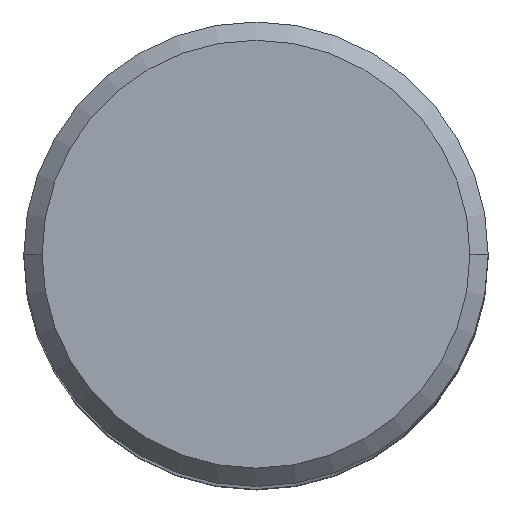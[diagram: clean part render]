
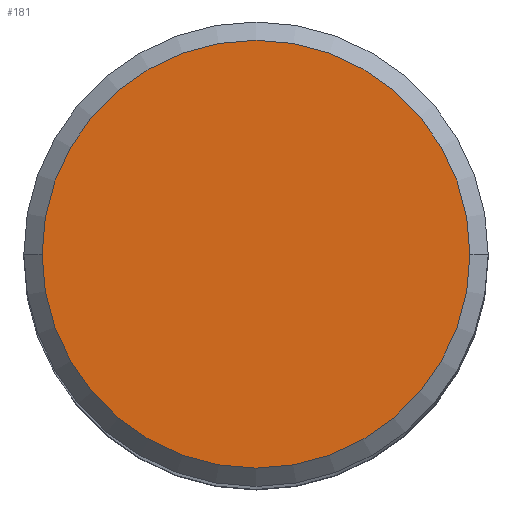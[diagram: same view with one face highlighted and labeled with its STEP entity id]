
A CAD part, top view. The second image highlights one B-rep face of the part: STEP entity #181.
In plain terms, the highlighted planar face has unit normal (0, 0, 1).
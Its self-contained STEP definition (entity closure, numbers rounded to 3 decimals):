
#124=FACE_OUTER_BOUND('',#244,.T.);
#181=ADVANCED_FACE('',(#124),#210,.F.);
#210=PLANE('',#1073);
#244=EDGE_LOOP('',(#392,#393));
#392=ORIENTED_EDGE('',*,*,#620,.T.);
#393=ORIENTED_EDGE('',*,*,#621,.T.);
#532=VERTEX_POINT('',#1725);
#533=VERTEX_POINT('',#1726);
#620=EDGE_CURVE('',#532,#533,#736,.T.);
#621=EDGE_CURVE('',#533,#532,#737,.T.);
#736=CIRCLE('',#1071,11.7);
#737=CIRCLE('',#1072,11.7);
#1071=AXIS2_PLACEMENT_3D('',#1724,#1344,#1345);
#1072=AXIS2_PLACEMENT_3D('',#1727,#1346,#1347);
#1073=AXIS2_PLACEMENT_3D('',#1728,#1348,#1349);
#1344=DIRECTION('',(0.,0.,1.));
#1345=DIRECTION('',(-1.,0.,0.));
#1346=DIRECTION('',(0.,0.,1.));
#1347=DIRECTION('',(1.,0.,0.));
#1348=DIRECTION('',(0.,0.,-1.));
#1349=DIRECTION('',(1.,0.,0.));
#1724=CARTESIAN_POINT('',(0.,0.,0.));
#1725=CARTESIAN_POINT('',(-11.7,0.,0.));
#1726=CARTESIAN_POINT('',(11.7,0.,0.));
#1727=CARTESIAN_POINT('',(0.,0.,0.));
#1728=CARTESIAN_POINT('',(0.,0.,0.));
